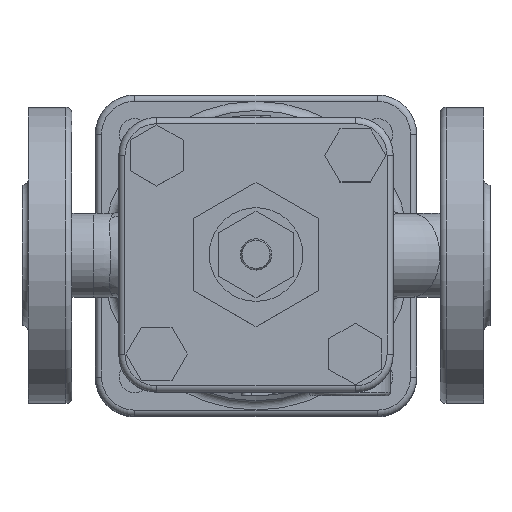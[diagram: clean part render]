
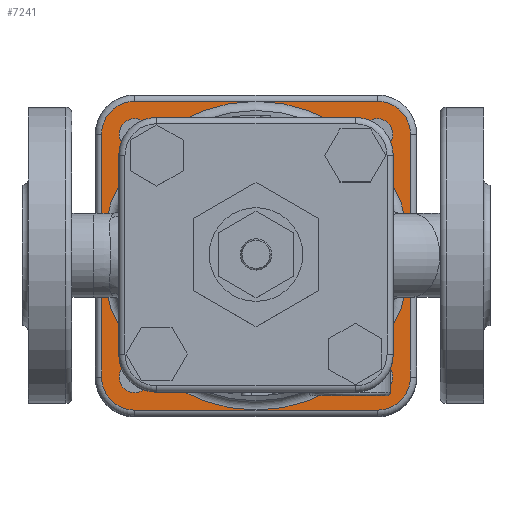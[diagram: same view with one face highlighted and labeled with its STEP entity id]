
A CAD part, top view. The second image highlights one B-rep face of the part: STEP entity #7241.
In plain terms, the highlighted planar face has unit normal (0, 0, 1).
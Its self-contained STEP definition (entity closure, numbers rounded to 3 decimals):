
#650=LINE('',#13237,#1086);
#651=LINE('',#13241,#1087);
#652=LINE('',#13245,#1088);
#653=LINE('',#13249,#1089);
#1086=VECTOR('',#9418,77.782);
#1087=VECTOR('',#9421,77.782);
#1088=VECTOR('',#9424,77.782);
#1089=VECTOR('',#9427,77.782);
#1377=PLANE('',#7888);
#1513=FACE_BOUND('',#2460,.T.);
#1514=FACE_BOUND('',#2461,.T.);
#1515=FACE_BOUND('',#2462,.T.);
#1516=FACE_BOUND('',#2463,.T.);
#1517=FACE_BOUND('',#2464,.T.);
#1905=FACE_OUTER_BOUND('',#2459,.T.);
#2459=EDGE_LOOP('',(#5948,#5949,#5950,#5951,#5952,#5953,#5954,#5955));
#2460=EDGE_LOOP('',(#5956));
#2461=EDGE_LOOP('',(#5957));
#2462=EDGE_LOOP('',(#5958));
#2463=EDGE_LOOP('',(#5959));
#2464=EDGE_LOOP('',(#5960));
#2883=CIRCLE('',#7716,5.);
#2887=CIRCLE('',#7723,5.);
#2891=CIRCLE('',#7730,5.);
#2901=CIRCLE('',#7770,5.);
#2962=CIRCLE('',#7889,10.609);
#2963=CIRCLE('',#7890,10.609);
#2964=CIRCLE('',#7891,10.609);
#2965=CIRCLE('',#7892,10.609);
#2966=CIRCLE('',#7893,49.459);
#3370=VERTEX_POINT('',#10990);
#3374=VERTEX_POINT('',#11001);
#3378=VERTEX_POINT('',#11012);
#3424=VERTEX_POINT('',#11188);
#3546=VERTEX_POINT('',#13235);
#3547=VERTEX_POINT('',#13236);
#3548=VERTEX_POINT('',#13238);
#3549=VERTEX_POINT('',#13240);
#3550=VERTEX_POINT('',#13242);
#3551=VERTEX_POINT('',#13244);
#3552=VERTEX_POINT('',#13246);
#3553=VERTEX_POINT('',#13248);
#3554=VERTEX_POINT('',#13251);
#4164=EDGE_CURVE('',#3370,#3370,#2883,.T.);
#4168=EDGE_CURVE('',#3374,#3374,#2887,.T.);
#4172=EDGE_CURVE('',#3378,#3378,#2891,.T.);
#4236=EDGE_CURVE('',#3424,#3424,#2901,.T.);
#4420=EDGE_CURVE('',#3546,#3547,#650,.T.);
#4421=EDGE_CURVE('',#3548,#3546,#2962,.T.);
#4422=EDGE_CURVE('',#3549,#3548,#651,.T.);
#4423=EDGE_CURVE('',#3550,#3549,#2963,.T.);
#4424=EDGE_CURVE('',#3551,#3550,#652,.T.);
#4425=EDGE_CURVE('',#3552,#3551,#2964,.T.);
#4426=EDGE_CURVE('',#3553,#3552,#653,.T.);
#4427=EDGE_CURVE('',#3547,#3553,#2965,.T.);
#4428=EDGE_CURVE('',#3554,#3554,#2966,.T.);
#5948=ORIENTED_EDGE('',*,*,#4420,.F.);
#5949=ORIENTED_EDGE('',*,*,#4421,.F.);
#5950=ORIENTED_EDGE('',*,*,#4422,.F.);
#5951=ORIENTED_EDGE('',*,*,#4423,.F.);
#5952=ORIENTED_EDGE('',*,*,#4424,.F.);
#5953=ORIENTED_EDGE('',*,*,#4425,.F.);
#5954=ORIENTED_EDGE('',*,*,#4426,.F.);
#5955=ORIENTED_EDGE('',*,*,#4427,.F.);
#5956=ORIENTED_EDGE('',*,*,#4164,.T.);
#5957=ORIENTED_EDGE('',*,*,#4168,.T.);
#5958=ORIENTED_EDGE('',*,*,#4172,.T.);
#5959=ORIENTED_EDGE('',*,*,#4236,.T.);
#5960=ORIENTED_EDGE('',*,*,#4428,.F.);
#7241=ADVANCED_FACE('',(#1905,#1513,#1514,#1515,#1516,#1517),#1377,.T.);
#7716=AXIS2_PLACEMENT_3D('',#10991,#8976,#8977);
#7723=AXIS2_PLACEMENT_3D('',#11002,#8990,#8991);
#7730=AXIS2_PLACEMENT_3D('',#11013,#9004,#9005);
#7770=AXIS2_PLACEMENT_3D('',#11189,#9120,#9121);
#7888=AXIS2_PLACEMENT_3D('',#13234,#9416,#9417);
#7889=AXIS2_PLACEMENT_3D('',#13239,#9419,#9420);
#7890=AXIS2_PLACEMENT_3D('',#13243,#9422,#9423);
#7891=AXIS2_PLACEMENT_3D('',#13247,#9425,#9426);
#7892=AXIS2_PLACEMENT_3D('',#13250,#9428,#9429);
#7893=AXIS2_PLACEMENT_3D('',#13252,#9430,#9431);
#8976=DIRECTION('center_axis',(0.,0.,-1.));
#8977=DIRECTION('ref_axis',(0.,-1.,0.));
#8990=DIRECTION('center_axis',(0.,0.,-1.));
#8991=DIRECTION('ref_axis',(-1.,0.,0.));
#9004=DIRECTION('center_axis',(0.,0.,-1.));
#9005=DIRECTION('ref_axis',(0.,1.,0.));
#9120=DIRECTION('center_axis',(0.,0.,-1.));
#9121=DIRECTION('ref_axis',(1.,0.,0.));
#9416=DIRECTION('center_axis',(0.,0.,1.));
#9417=DIRECTION('ref_axis',(1.,0.,0.));
#9418=DIRECTION('',(-1.,0.,0.));
#9419=DIRECTION('center_axis',(0.,0.,-1.));
#9420=DIRECTION('ref_axis',(0.707,-0.707,0.));
#9421=DIRECTION('',(0.,-1.,0.));
#9422=DIRECTION('center_axis',(0.,0.,-1.));
#9423=DIRECTION('ref_axis',(0.707,0.707,0.));
#9424=DIRECTION('',(1.,0.,0.));
#9425=DIRECTION('center_axis',(0.,0.,-1.));
#9426=DIRECTION('ref_axis',(-0.707,0.707,0.));
#9427=DIRECTION('',(0.,1.,0.));
#9428=DIRECTION('center_axis',(0.,0.,-1.));
#9429=DIRECTION('ref_axis',(-0.707,-0.707,0.));
#9430=DIRECTION('center_axis',(0.,0.,1.));
#9431=DIRECTION('ref_axis',(-1.,0.,0.));
#10990=CARTESIAN_POINT('',(-38.891,-33.891,15.));
#10991=CARTESIAN_POINT('Origin',(-38.891,-38.891,15.));
#11001=CARTESIAN_POINT('',(-33.891,38.891,15.));
#11002=CARTESIAN_POINT('Origin',(-38.891,38.891,15.));
#11012=CARTESIAN_POINT('',(38.891,33.891,15.));
#11013=CARTESIAN_POINT('Origin',(38.891,38.891,15.));
#11188=CARTESIAN_POINT('',(33.891,-38.891,15.));
#11189=CARTESIAN_POINT('Origin',(38.891,-38.891,15.));
#13234=CARTESIAN_POINT('Origin',(0.,0.,15.));
#13235=CARTESIAN_POINT('',(38.891,-49.5,15.));
#13236=CARTESIAN_POINT('',(-38.891,-49.5,15.));
#13237=CARTESIAN_POINT('',(25.75,-49.5,15.));
#13238=CARTESIAN_POINT('',(49.5,-38.891,15.));
#13239=CARTESIAN_POINT('Origin',(38.891,-38.891,15.));
#13240=CARTESIAN_POINT('',(49.5,38.891,15.));
#13241=CARTESIAN_POINT('',(49.5,25.75,15.));
#13242=CARTESIAN_POINT('',(38.891,49.5,15.));
#13243=CARTESIAN_POINT('Origin',(38.891,38.891,15.));
#13244=CARTESIAN_POINT('',(-38.891,49.5,15.));
#13245=CARTESIAN_POINT('',(-25.75,49.5,15.));
#13246=CARTESIAN_POINT('',(-49.5,38.891,15.));
#13247=CARTESIAN_POINT('Origin',(-38.891,38.891,15.));
#13248=CARTESIAN_POINT('',(-49.5,-38.891,15.));
#13249=CARTESIAN_POINT('',(-49.5,-25.75,15.));
#13250=CARTESIAN_POINT('Origin',(-38.891,-38.891,15.));
#13251=CARTESIAN_POINT('',(49.459,0.,15.));
#13252=CARTESIAN_POINT('Origin',(0.,0.,15.));
